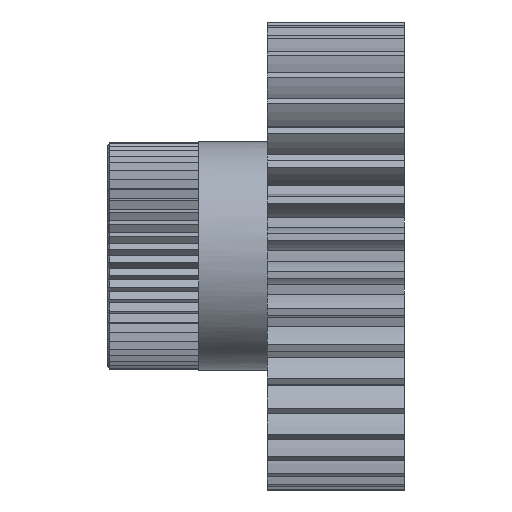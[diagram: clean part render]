
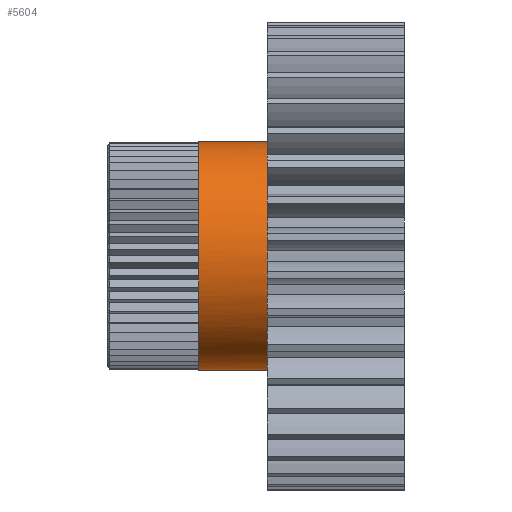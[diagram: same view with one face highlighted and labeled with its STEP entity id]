
A CAD part, left-side view. The second image highlights one B-rep face of the part: STEP entity #5604.
In plain terms, the highlighted cylindrical face has radius 2.5 mm (diameter 5 mm), a partial arc.
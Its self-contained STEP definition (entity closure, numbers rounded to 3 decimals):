
#256 = CARTESIAN_POINT ( 'NONE',  ( -0.589, -6.459, 2.426 ) ) ;
#924 = ORIENTED_EDGE ( 'NONE', *, *, #6846, .T. ) ;
#1153 = DIRECTION ( 'NONE',  ( 0., 0., 1. ) ) ;
#1167 = CARTESIAN_POINT ( 'NONE',  ( -0.589, -3.609, -0.074 ) ) ;
#1238 = FACE_OUTER_BOUND ( 'NONE', #1728, .T. ) ;
#1350 = CARTESIAN_POINT ( 'NONE',  ( -0.589, -13.53, 2.426 ) ) ;
#1728 = EDGE_LOOP ( 'NONE', ( #8800, #7237, #924, #4771 ) ) ;
#2834 = CARTESIAN_POINT ( 'NONE',  ( -0.589, -6.459, -2.574 ) ) ;
#3048 = VECTOR ( 'NONE', #4691, 1000. ) ;
#4400 = CIRCLE ( 'NONE', #12715, 2.5 ) ;
#4691 = DIRECTION ( 'NONE',  ( 0., 1., 0. ) ) ;
#4771 = ORIENTED_EDGE ( 'NONE', *, *, #8631, .F. ) ;
#5306 = VERTEX_POINT ( 'NONE', #2834 ) ;
#5604 = ADVANCED_FACE ( 'NONE', ( #1238 ), #5777, .T. ) ;
#5777 = CYLINDRICAL_SURFACE ( 'NONE', #6988, 2.5 ) ;
#5856 = DIRECTION ( 'NONE',  ( 0., 0., 1. ) ) ;
#6093 = CARTESIAN_POINT ( 'NONE',  ( -0.589, -3.609, -2.574 ) ) ;
#6450 = EDGE_CURVE ( 'NONE', #5306, #12406, #8990, .T. ) ;
#6636 = AXIS2_PLACEMENT_3D ( 'NONE', #7894, #9867, #10907 ) ;
#6846 = EDGE_CURVE ( 'NONE', #11183, #12320, #8282, .T. ) ;
#6988 = AXIS2_PLACEMENT_3D ( 'NONE', #13813, #8019, #1153 ) ;
#7237 = ORIENTED_EDGE ( 'NONE', *, *, #8180, .T. ) ;
#7894 = CARTESIAN_POINT ( 'NONE',  ( -0.589, -6.459, -0.074 ) ) ;
#7967 = CARTESIAN_POINT ( 'NONE',  ( -0.589, -3.609, 2.426 ) ) ;
#8019 = DIRECTION ( 'NONE',  ( 0., 1., 0. ) ) ;
#8029 = DIRECTION ( 'NONE',  ( 0., 1., 0. ) ) ;
#8180 = EDGE_CURVE ( 'NONE', #5306, #11183, #14742, .T. ) ;
#8282 = LINE ( 'NONE', #1350, #13035 ) ;
#8631 = EDGE_CURVE ( 'NONE', #12406, #12320, #4400, .T. ) ;
#8800 = ORIENTED_EDGE ( 'NONE', *, *, #6450, .F. ) ;
#8990 = LINE ( 'NONE', #11233, #3048 ) ;
#9867 = DIRECTION ( 'NONE',  ( 0., 1., 0. ) ) ;
#10907 = DIRECTION ( 'NONE',  ( 0., 0., 1. ) ) ;
#11183 = VERTEX_POINT ( 'NONE', #256 ) ;
#11233 = CARTESIAN_POINT ( 'NONE',  ( -0.589, -13.53, -2.574 ) ) ;
#11625 = DIRECTION ( 'NONE',  ( 0., 1., 0. ) ) ;
#12320 = VERTEX_POINT ( 'NONE', #7967 ) ;
#12406 = VERTEX_POINT ( 'NONE', #6093 ) ;
#12715 = AXIS2_PLACEMENT_3D ( 'NONE', #1167, #8029, #5856 ) ;
#13035 = VECTOR ( 'NONE', #11625, 1000. ) ;
#13813 = CARTESIAN_POINT ( 'NONE',  ( -0.589, -13.53, -0.074 ) ) ;
#14742 = CIRCLE ( 'NONE', #6636, 2.5 ) ;
